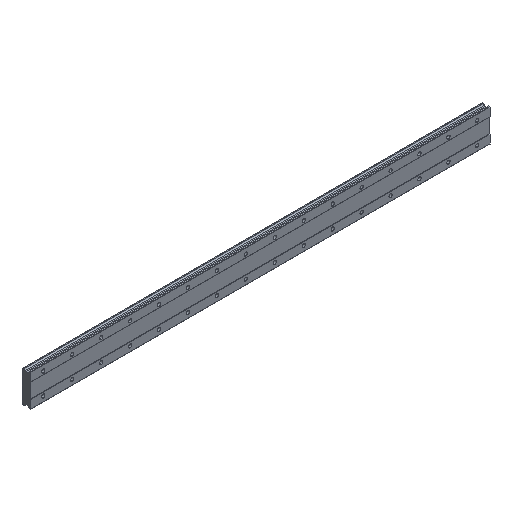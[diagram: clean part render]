
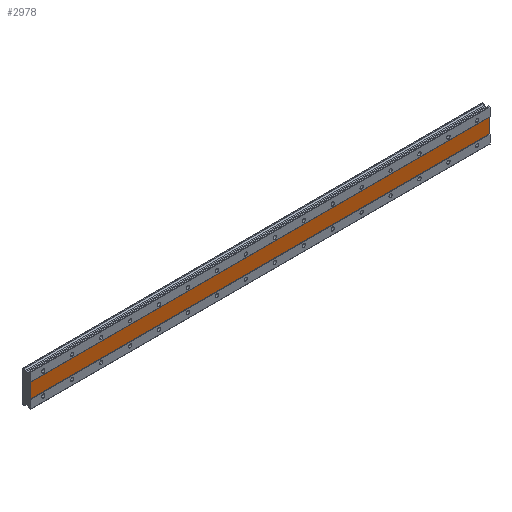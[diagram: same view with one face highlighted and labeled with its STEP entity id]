
A CAD part, isometric view. The second image highlights one B-rep face of the part: STEP entity #2978.
In plain terms, the highlighted planar face has unit normal (0, -1, 0).
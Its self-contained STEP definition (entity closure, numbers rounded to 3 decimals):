
#7 = FACE_OUTER_BOUND ( 'NONE', #2020, .T. ) ;
#88 = CARTESIAN_POINT ( 'NONE',  ( 1235., 1., -20. ) ) ;
#362 = LINE ( 'NONE', #4569, #6008 ) ;
#365 = VECTOR ( 'NONE', #6060, 1000. ) ;
#523 = CARTESIAN_POINT ( 'NONE',  ( -35., 1., -20. ) ) ;
#536 = EDGE_CURVE ( 'NONE', #1153, #2738, #2389, .T. ) ;
#586 = ORIENTED_EDGE ( 'NONE', *, *, #2502, .F. ) ;
#706 = CARTESIAN_POINT ( 'NONE',  ( -35., 1., 20. ) ) ;
#724 = DIRECTION ( 'NONE',  ( -1., 0., 0. ) ) ;
#951 = PLANE ( 'NONE',  #5344 ) ;
#1153 = VERTEX_POINT ( 'NONE', #5106 ) ;
#1217 = VECTOR ( 'NONE', #3618, 1000. ) ;
#1272 = VERTEX_POINT ( 'NONE', #523 ) ;
#1564 = EDGE_CURVE ( 'NONE', #2282, #1153, #362, .T. ) ;
#2020 = EDGE_LOOP ( 'NONE', ( #586, #2666, #2928, #5086 ) ) ;
#2213 = LINE ( 'NONE', #3483, #1217 ) ;
#2282 = VERTEX_POINT ( 'NONE', #706 ) ;
#2389 = LINE ( 'NONE', #4199, #365 ) ;
#2502 = EDGE_CURVE ( 'NONE', #2738, #1272, #3989, .T. ) ;
#2666 = ORIENTED_EDGE ( 'NONE', *, *, #536, .F. ) ;
#2738 = VERTEX_POINT ( 'NONE', #88 ) ;
#2928 = ORIENTED_EDGE ( 'NONE', *, *, #1564, .F. ) ;
#2978 = ADVANCED_FACE ( 'NONE', ( #7 ), #951, .F. ) ;
#2993 = VECTOR ( 'NONE', #724, 1000. ) ;
#3143 = EDGE_CURVE ( 'NONE', #1272, #2282, #2213, .T. ) ;
#3483 = CARTESIAN_POINT ( 'NONE',  ( -35., 1., 20. ) ) ;
#3618 = DIRECTION ( 'NONE',  ( 0., 0., 1. ) ) ;
#3673 = DIRECTION ( 'NONE',  ( 1., 0., 0. ) ) ;
#3989 = LINE ( 'NONE', #5013, #2993 ) ;
#4189 = CARTESIAN_POINT ( 'NONE',  ( 1235., 1., 20. ) ) ;
#4199 = CARTESIAN_POINT ( 'NONE',  ( 1235., 1., 20. ) ) ;
#4569 = CARTESIAN_POINT ( 'NONE',  ( 1235., 1., 20. ) ) ;
#5013 = CARTESIAN_POINT ( 'NONE',  ( 1235., 1., -20. ) ) ;
#5086 = ORIENTED_EDGE ( 'NONE', *, *, #3143, .F. ) ;
#5106 = CARTESIAN_POINT ( 'NONE',  ( 1235., 1., 20. ) ) ;
#5148 = DIRECTION ( 'NONE',  ( 0., 0., 1. ) ) ;
#5344 = AXIS2_PLACEMENT_3D ( 'NONE', #4189, #5625, #5148 ) ;
#5625 = DIRECTION ( 'NONE',  ( 0., 1., 0. ) ) ;
#6008 = VECTOR ( 'NONE', #3673, 1000. ) ;
#6060 = DIRECTION ( 'NONE',  ( 0., 0., -1. ) ) ;
